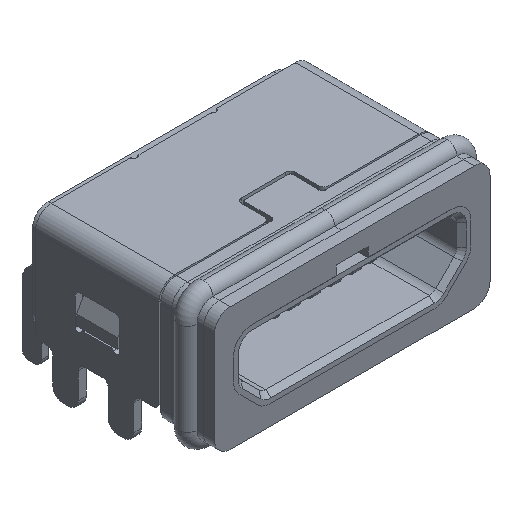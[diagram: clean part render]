
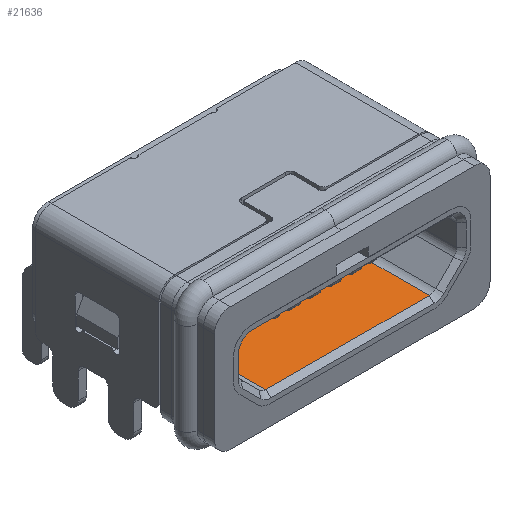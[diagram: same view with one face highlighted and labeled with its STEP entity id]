
A CAD part, isometric view. The second image highlights one B-rep face of the part: STEP entity #21636.
In plain terms, the highlighted planar face has unit normal (0, 0, 1).
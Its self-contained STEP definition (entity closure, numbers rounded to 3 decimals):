
#20290 = CYLINDRICAL_SURFACE('',#20291,0.3);
#20291 = AXIS2_PLACEMENT_3D('',#20292,#20293,#20294);
#20292 = CARTESIAN_POINT('',(-2.576,6.89,0.97));
#20293 = DIRECTION('',(0.,-1.,0.));
#20294 = DIRECTION('',(1.,0.,0.));
#20338 = PLANE('',#20339);
#20339 = AXIS2_PLACEMENT_3D('',#20340,#20341,#20342);
#20340 = CARTESIAN_POINT('',(-3.15,-1.,1.544));
#20341 = DIRECTION('',(0.,-1.,0.));
#20342 = DIRECTION('',(1.,0.,0.));
#21380 = CYLINDRICAL_SURFACE('',#21381,0.3);
#21381 = AXIS2_PLACEMENT_3D('',#21382,#21383,#21384);
#21382 = CARTESIAN_POINT('',(2.576,6.89,0.97));
#21383 = DIRECTION('',(0.,-1.,0.));
#21384 = DIRECTION('',(1.,0.,0.));
#21466 = VERTEX_POINT('',#21467);
#21467 = CARTESIAN_POINT('',(2.576,-1.,0.67));
#21517 = VERTEX_POINT('',#21518);
#21518 = CARTESIAN_POINT('',(2.576,-4.35,0.67));
#21589 = EDGE_CURVE('',#21466,#21517,#21590,.T.);
#21590 = SURFACE_CURVE('',#21591,(#21595,#21624),.PCURVE_S1.);
#21591 = LINE('',#21592,#21593);
#21592 = CARTESIAN_POINT('',(2.576,6.89,0.67));
#21593 = VECTOR('',#21594,1.);
#21594 = DIRECTION('',(0.,-1.,0.));
#21595 = PCURVE('',#21380,#21596);
#21596 = DEFINITIONAL_REPRESENTATION('',(#21597),#21623);
#21597 = B_SPLINE_CURVE_WITH_KNOTS('',3,(#21598,#21599,#21600,#21601,
    #21602,#21603,#21604,#21605,#21606,#21607,#21608,#21609,#21610,
    #21611,#21612,#21613,#21614,#21615,#21616,#21617,#21618,#21619,
    #21620,#21621,#21622),.UNSPECIFIED.,.F.,.F.,(4,1,1,1,1,1,1,1,1,1,1,1
    ,1,1,1,1,1,1,1,1,1,1,4),(7.89,8.042,
    8.195,8.347,8.499,8.651,
    8.804,8.956,9.108,9.26,
    9.413,9.565,9.717,9.87,
    10.022,10.174,10.326,10.479,
    10.631,10.783,10.935,11.088,
    11.24),.QUASI_UNIFORM_KNOTS.);
#21598 = CARTESIAN_POINT('',(4.712,7.89));
#21599 = CARTESIAN_POINT('',(4.712,7.941));
#21600 = CARTESIAN_POINT('',(4.712,8.042));
#21601 = CARTESIAN_POINT('',(4.712,8.195));
#21602 = CARTESIAN_POINT('',(4.712,8.347));
#21603 = CARTESIAN_POINT('',(4.712,8.499));
#21604 = CARTESIAN_POINT('',(4.712,8.651));
#21605 = CARTESIAN_POINT('',(4.712,8.804));
#21606 = CARTESIAN_POINT('',(4.712,8.956));
#21607 = CARTESIAN_POINT('',(4.712,9.108));
#21608 = CARTESIAN_POINT('',(4.712,9.26));
#21609 = CARTESIAN_POINT('',(4.712,9.413));
#21610 = CARTESIAN_POINT('',(4.712,9.565));
#21611 = CARTESIAN_POINT('',(4.712,9.717));
#21612 = CARTESIAN_POINT('',(4.712,9.87));
#21613 = CARTESIAN_POINT('',(4.712,10.022));
#21614 = CARTESIAN_POINT('',(4.712,10.174));
#21615 = CARTESIAN_POINT('',(4.712,10.326));
#21616 = CARTESIAN_POINT('',(4.712,10.479));
#21617 = CARTESIAN_POINT('',(4.712,10.631));
#21618 = CARTESIAN_POINT('',(4.712,10.783));
#21619 = CARTESIAN_POINT('',(4.712,10.935));
#21620 = CARTESIAN_POINT('',(4.712,11.088));
#21621 = CARTESIAN_POINT('',(4.712,11.189));
#21622 = CARTESIAN_POINT('',(4.712,11.24));
#21623 = ( GEOMETRIC_REPRESENTATION_CONTEXT(2) 
PARAMETRIC_REPRESENTATION_CONTEXT() REPRESENTATION_CONTEXT('2D SPACE',''
  ) );
#21624 = PCURVE('',#21625,#21630);
#21625 = PLANE('',#21626);
#21626 = AXIS2_PLACEMENT_3D('',#21627,#21628,#21629);
#21627 = CARTESIAN_POINT('',(0.,6.89,0.67));
#21628 = DIRECTION('',(0.,0.,-1.));
#21629 = DIRECTION('',(0.,1.,0.));
#21630 = DEFINITIONAL_REPRESENTATION('',(#21631),#21635);
#21631 = LINE('',#21632,#21633);
#21632 = CARTESIAN_POINT('',(0.,2.576));
#21633 = VECTOR('',#21634,1.);
#21634 = DIRECTION('',(-1.,0.));
#21635 = ( GEOMETRIC_REPRESENTATION_CONTEXT(2) 
PARAMETRIC_REPRESENTATION_CONTEXT() REPRESENTATION_CONTEXT('2D SPACE',''
  ) );
#21636 = ADVANCED_FACE('',(#21637),#21625,.F.);
#21637 = FACE_BOUND('',#21638,.T.);
#21638 = EDGE_LOOP('',(#21639,#21686,#21712,#21713));
#21639 = ORIENTED_EDGE('',*,*,#21640,.T.);
#21640 = EDGE_CURVE('',#21641,#21643,#21645,.T.);
#21641 = VERTEX_POINT('',#21642);
#21642 = CARTESIAN_POINT('',(-2.576,-1.,0.67));
#21643 = VERTEX_POINT('',#21644);
#21644 = CARTESIAN_POINT('',(-2.576,-4.35,0.67));
#21645 = SURFACE_CURVE('',#21646,(#21650,#21657),.PCURVE_S1.);
#21646 = LINE('',#21647,#21648);
#21647 = CARTESIAN_POINT('',(-2.576,6.89,0.67));
#21648 = VECTOR('',#21649,1.);
#21649 = DIRECTION('',(0.,-1.,0.));
#21650 = PCURVE('',#21625,#21651);
#21651 = DEFINITIONAL_REPRESENTATION('',(#21652),#21656);
#21652 = LINE('',#21653,#21654);
#21653 = CARTESIAN_POINT('',(-0.,-2.576));
#21654 = VECTOR('',#21655,1.);
#21655 = DIRECTION('',(-1.,0.));
#21656 = ( GEOMETRIC_REPRESENTATION_CONTEXT(2) 
PARAMETRIC_REPRESENTATION_CONTEXT() REPRESENTATION_CONTEXT('2D SPACE',''
  ) );
#21657 = PCURVE('',#20290,#21658);
#21658 = DEFINITIONAL_REPRESENTATION('',(#21659),#21685);
#21659 = B_SPLINE_CURVE_WITH_KNOTS('',3,(#21660,#21661,#21662,#21663,
    #21664,#21665,#21666,#21667,#21668,#21669,#21670,#21671,#21672,
    #21673,#21674,#21675,#21676,#21677,#21678,#21679,#21680,#21681,
    #21682,#21683,#21684),.UNSPECIFIED.,.F.,.F.,(4,1,1,1,1,1,1,1,1,1,1,1
    ,1,1,1,1,1,1,1,1,1,1,4),(7.89,8.042,
    8.195,8.347,8.499,8.651,
    8.804,8.956,9.108,9.26,
    9.413,9.565,9.717,9.87,
    10.022,10.174,10.326,10.479,
    10.631,10.783,10.935,11.088,
    11.24),.QUASI_UNIFORM_KNOTS.);
#21660 = CARTESIAN_POINT('',(4.712,7.89));
#21661 = CARTESIAN_POINT('',(4.712,7.941));
#21662 = CARTESIAN_POINT('',(4.712,8.042));
#21663 = CARTESIAN_POINT('',(4.712,8.195));
#21664 = CARTESIAN_POINT('',(4.712,8.347));
#21665 = CARTESIAN_POINT('',(4.712,8.499));
#21666 = CARTESIAN_POINT('',(4.712,8.651));
#21667 = CARTESIAN_POINT('',(4.712,8.804));
#21668 = CARTESIAN_POINT('',(4.712,8.956));
#21669 = CARTESIAN_POINT('',(4.712,9.108));
#21670 = CARTESIAN_POINT('',(4.712,9.26));
#21671 = CARTESIAN_POINT('',(4.712,9.413));
#21672 = CARTESIAN_POINT('',(4.712,9.565));
#21673 = CARTESIAN_POINT('',(4.712,9.717));
#21674 = CARTESIAN_POINT('',(4.712,9.87));
#21675 = CARTESIAN_POINT('',(4.712,10.022));
#21676 = CARTESIAN_POINT('',(4.712,10.174));
#21677 = CARTESIAN_POINT('',(4.712,10.326));
#21678 = CARTESIAN_POINT('',(4.712,10.479));
#21679 = CARTESIAN_POINT('',(4.712,10.631));
#21680 = CARTESIAN_POINT('',(4.712,10.783));
#21681 = CARTESIAN_POINT('',(4.712,10.935));
#21682 = CARTESIAN_POINT('',(4.712,11.088));
#21683 = CARTESIAN_POINT('',(4.712,11.189));
#21684 = CARTESIAN_POINT('',(4.712,11.24));
#21685 = ( GEOMETRIC_REPRESENTATION_CONTEXT(2) 
PARAMETRIC_REPRESENTATION_CONTEXT() REPRESENTATION_CONTEXT('2D SPACE',''
  ) );
#21686 = ORIENTED_EDGE('',*,*,#21687,.T.);
#21687 = EDGE_CURVE('',#21643,#21517,#21688,.T.);
#21688 = SURFACE_CURVE('',#21689,(#21693,#21700),.PCURVE_S1.);
#21689 = LINE('',#21690,#21691);
#21690 = CARTESIAN_POINT('',(2.576,-4.35,0.67));
#21691 = VECTOR('',#21692,1.);
#21692 = DIRECTION('',(1.,0.,0.));
#21693 = PCURVE('',#21625,#21694);
#21694 = DEFINITIONAL_REPRESENTATION('',(#21695),#21699);
#21695 = LINE('',#21696,#21697);
#21696 = CARTESIAN_POINT('',(-11.24,2.576));
#21697 = VECTOR('',#21698,1.);
#21698 = DIRECTION('',(0.,1.));
#21699 = ( GEOMETRIC_REPRESENTATION_CONTEXT(2) 
PARAMETRIC_REPRESENTATION_CONTEXT() REPRESENTATION_CONTEXT('2D SPACE',''
  ) );
#21700 = PCURVE('',#21701,#21706);
#21701 = PLANE('',#21702);
#21702 = AXIS2_PLACEMENT_3D('',#21703,#21704,#21705);
#21703 = CARTESIAN_POINT('',(0.,-4.35,0.67));
#21704 = DIRECTION('',(0.,-0.707,0.707));
#21705 = DIRECTION('',(-1.,0.,0.));
#21706 = DEFINITIONAL_REPRESENTATION('',(#21707),#21711);
#21707 = LINE('',#21708,#21709);
#21708 = CARTESIAN_POINT('',(-2.576,0.));
#21709 = VECTOR('',#21710,1.);
#21710 = DIRECTION('',(-1.,0.));
#21711 = ( GEOMETRIC_REPRESENTATION_CONTEXT(2) 
PARAMETRIC_REPRESENTATION_CONTEXT() REPRESENTATION_CONTEXT('2D SPACE',''
  ) );
#21712 = ORIENTED_EDGE('',*,*,#21589,.F.);
#21713 = ORIENTED_EDGE('',*,*,#21714,.T.);
#21714 = EDGE_CURVE('',#21466,#21641,#21715,.T.);
#21715 = SURFACE_CURVE('',#21716,(#21720,#21727),.PCURVE_S1.);
#21716 = LINE('',#21717,#21718);
#21717 = CARTESIAN_POINT('',(0.,-1.,0.67));
#21718 = VECTOR('',#21719,1.);
#21719 = DIRECTION('',(-1.,0.,0.));
#21720 = PCURVE('',#21625,#21721);
#21721 = DEFINITIONAL_REPRESENTATION('',(#21722),#21726);
#21722 = LINE('',#21723,#21724);
#21723 = CARTESIAN_POINT('',(-7.89,0.));
#21724 = VECTOR('',#21725,1.);
#21725 = DIRECTION('',(-0.,-1.));
#21726 = ( GEOMETRIC_REPRESENTATION_CONTEXT(2) 
PARAMETRIC_REPRESENTATION_CONTEXT() REPRESENTATION_CONTEXT('2D SPACE',''
  ) );
#21727 = PCURVE('',#20338,#21728);
#21728 = DEFINITIONAL_REPRESENTATION('',(#21729),#21733);
#21729 = LINE('',#21730,#21731);
#21730 = CARTESIAN_POINT('',(3.15,-0.874));
#21731 = VECTOR('',#21732,1.);
#21732 = DIRECTION('',(-1.,0.));
#21733 = ( GEOMETRIC_REPRESENTATION_CONTEXT(2) 
PARAMETRIC_REPRESENTATION_CONTEXT() REPRESENTATION_CONTEXT('2D SPACE',''
  ) );
